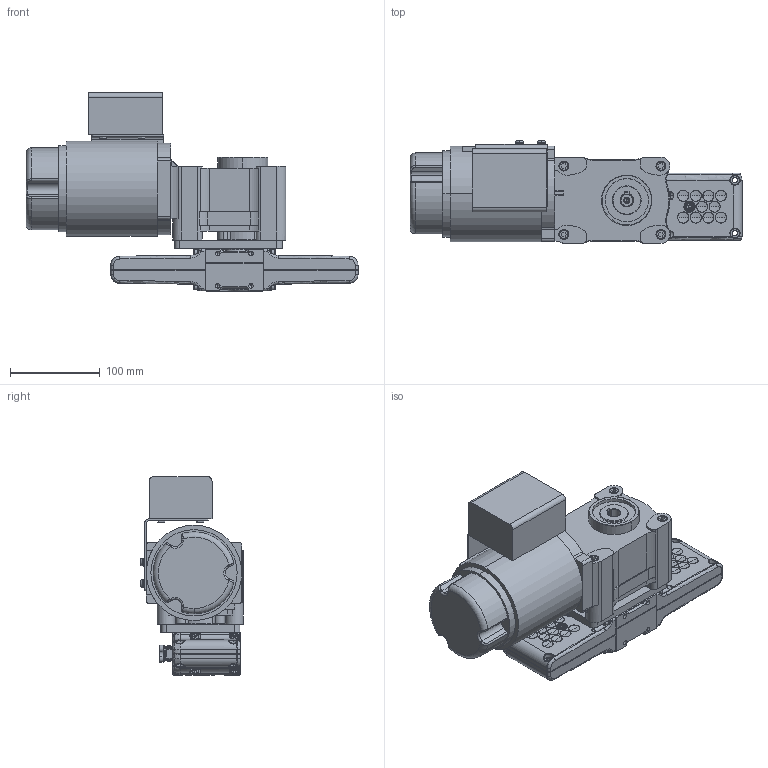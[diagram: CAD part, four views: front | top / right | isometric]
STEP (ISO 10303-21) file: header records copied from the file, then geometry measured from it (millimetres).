
FILE_DESCRIPTION (( 'STEP AP203' ), '1' );
FILE_NAME ('ZCA125M030-6仩.STEP', '2018-07-25T00:08:52', ( 'tcc' ), ( 'Hewlett-Packard Company' ), 'SwSTEP 2.0', 'SolidWorks 2014', '' );
FILE_SCHEMA (( 'CONFIG_CONTROL_DESIGN' ));
Length unit declared in the file: millimetre
Products named in the file (1): ZCA125M030-6□
Bounding box: 369.38 x 114.54 x 221 mm (x, y, z)
Volume: 3268512 mm3; surface area: 267772.8 mm2
Topology: 1 solids, 1 shells, 2755 faces, 6996 edges, 4291 vertices
Faces by surface type: plane 945, cylinder 885, bspline 356, cone 271, torus 174, sphere 124
Entity records: 112365 total; most frequent: CARTESIAN_POINT 47770, ORIENTED_EDGE 13804, DIRECTION 13440, EDGE_CURVE 6902, AXIS2_PLACEMENT_3D 5294, VERTEX_POINT 4287, EDGE_LOOP 3009, CIRCLE 2894
